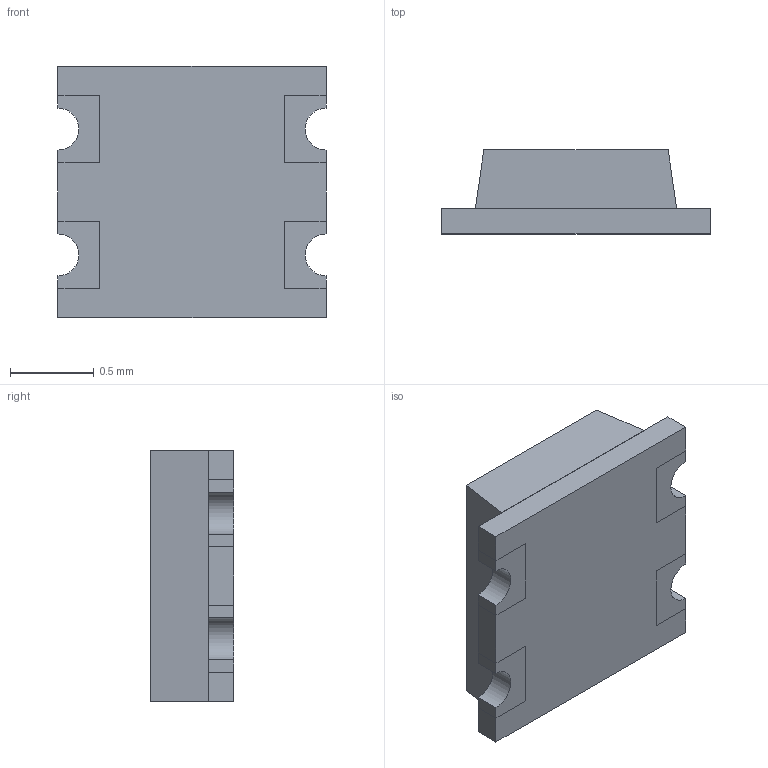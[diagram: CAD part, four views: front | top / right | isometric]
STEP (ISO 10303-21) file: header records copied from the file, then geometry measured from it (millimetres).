
FILE_DESCRIPTION (( 'STEP AP214' ), '1' );
FILE_NAME ('OSTB0603C1C-A.STEP', '2024-07-19T00:55:57', ( '' ), ( '' ), 'SwSTEP 2.0', 'SolidWorks 2021', '' );
FILE_SCHEMA (( 'AUTOMOTIVE_DESIGN' ));
Length unit declared in the file: millimetre
Products named in the file (1): OSTB0603C1C-A
Bounding box: 1.6 x 0.5 x 1.5 mm (x, y, z)
Volume: 0.9 mm3; surface area: 12 mm2
Topology: 6 solids, 6 shells, 60 faces, 144 edges, 96 vertices
Faces by surface type: plane 56, cylinder 4
Entity records: 1795 total; most frequent: CARTESIAN_POINT 301, ORIENTED_EDGE 288, DIRECTION 274, EDGE_CURVE 144, LINE 136, VECTOR 136, VERTEX_POINT 96, AXIS2_PLACEMENT_3D 69
